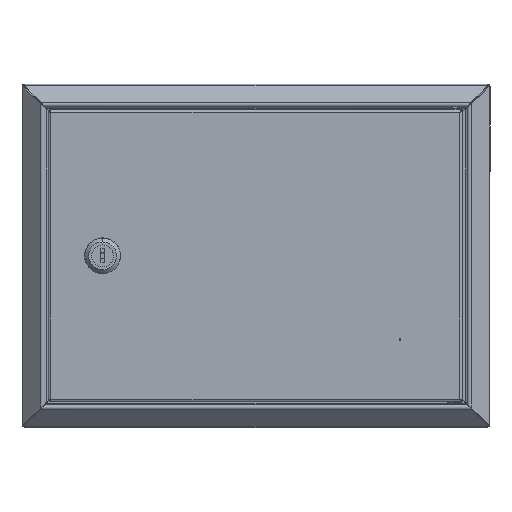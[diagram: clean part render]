
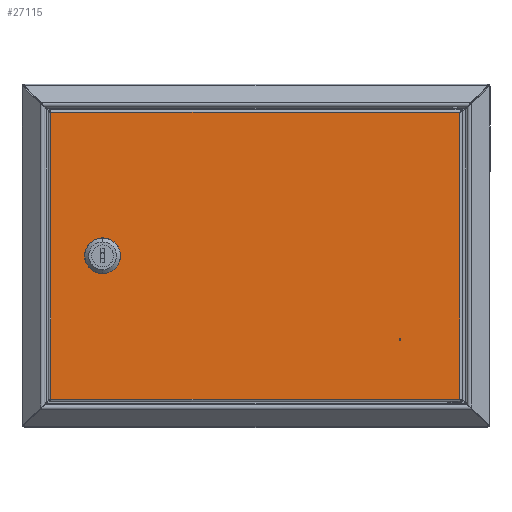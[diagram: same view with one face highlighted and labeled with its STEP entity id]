
A CAD part, top view. The second image highlights one B-rep face of the part: STEP entity #27115.
In plain terms, the highlighted planar face has unit normal (0, 0, 1).
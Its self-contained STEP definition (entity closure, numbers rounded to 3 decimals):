
#454 = AXIS2_PLACEMENT_3D ( 'NONE', #25172, #14983, #13204 ) ;
#722 = CARTESIAN_POINT ( 'NONE',  ( 26.5, 97.279, 0. ) ) ;
#841 = PLANE ( 'NONE',  #454 ) ;
#928 = LINE ( 'NONE', #22236, #14159 ) ;
#1042 = CARTESIAN_POINT ( 'NONE',  ( 43.5, 97.279, 0. ) ) ;
#3184 = EDGE_CURVE ( 'NONE', #26645, #28533, #6363, .T. ) ;
#3188 = DIRECTION ( 'NONE',  ( -1., 0., 0. ) ) ;
#3195 = CARTESIAN_POINT ( 'NONE',  ( 26.5, 97.279, 0. ) ) ;
#4833 = ORIENTED_EDGE ( 'NONE', *, *, #5450, .F. ) ;
#5310 = FACE_BOUND ( 'NONE', #30065, .T. ) ;
#5450 = EDGE_CURVE ( 'NONE', #18811, #23934, #8172, .T. ) ;
#5636 = DIRECTION ( 'NONE',  ( 0., 1., 0. ) ) ;
#6363 = CIRCLE ( 'NONE', #15445, 0.5 ) ;
#6517 = DIRECTION ( 'NONE',  ( 0., 0., -1. ) ) ;
#6680 = CARTESIAN_POINT ( 'NONE',  ( 225.56, 40., 0. ) ) ;
#6728 = VERTEX_POINT ( 'NONE', #10635 ) ;
#6734 = ORIENTED_EDGE ( 'NONE', *, *, #27814, .T. ) ;
#6798 = EDGE_CURVE ( 'NONE', #8551, #6728, #30518, .T. ) ;
#7019 = DIRECTION ( 'NONE',  ( 0., 0., -1. ) ) ;
#8172 = CIRCLE ( 'NONE', #30499, 9.25 ) ;
#8385 = CARTESIAN_POINT ( 'NONE',  ( 35., 93.63, 0. ) ) ;
#8551 = VERTEX_POINT ( 'NONE', #17720 ) ;
#8895 = CARTESIAN_POINT ( 'NONE',  ( 1.7, 186.383, 0. ) ) ;
#9696 = CARTESIAN_POINT ( 'NONE',  ( 225.56, 40., 0. ) ) ;
#10635 = CARTESIAN_POINT ( 'NONE',  ( 1.7, 185.56, 0. ) ) ;
#11089 = DIRECTION ( 'NONE',  ( 0., -1., 0. ) ) ;
#11472 = DIRECTION ( 'NONE',  ( 0., 0., 1. ) ) ;
#11527 = ORIENTED_EDGE ( 'NONE', *, *, #13833, .T. ) ;
#11550 = VERTEX_POINT ( 'NONE', #22454 ) ;
#11647 = VECTOR ( 'NONE', #14819, 1000. ) ;
#11907 = ORIENTED_EDGE ( 'NONE', *, *, #31074, .F. ) ;
#12097 = AXIS2_PLACEMENT_3D ( 'NONE', #9696, #7019, #29136 ) ;
#12898 = FACE_OUTER_BOUND ( 'NONE', #30246, .T. ) ;
#13204 = DIRECTION ( 'NONE',  ( -1., 0., 0. ) ) ;
#13833 = EDGE_CURVE ( 'NONE', #28533, #26645, #23818, .T. ) ;
#13945 = EDGE_CURVE ( 'NONE', #6728, #11550, #27819, .T. ) ;
#14159 = VECTOR ( 'NONE', #17138, 1000. ) ;
#14299 = EDGE_CURVE ( 'NONE', #16628, #17364, #29375, .T. ) ;
#14819 = DIRECTION ( 'NONE',  ( 0., 1., 0. ) ) ;
#14857 = LINE ( 'NONE', #29663, #23102 ) ;
#14983 = DIRECTION ( 'NONE',  ( 0., 0., -1. ) ) ;
#15143 = ORIENTED_EDGE ( 'NONE', *, *, #24503, .T. ) ;
#15279 = FACE_BOUND ( 'NONE', #22892, .T. ) ;
#15445 = AXIS2_PLACEMENT_3D ( 'NONE', #6680, #6517, #21617 ) ;
#15658 = VERTEX_POINT ( 'NONE', #17558 ) ;
#15826 = DIRECTION ( 'NONE',  ( 0., 0., 1. ) ) ;
#15924 = EDGE_CURVE ( 'NONE', #17364, #18811, #26938, .T. ) ;
#16069 = ORIENTED_EDGE ( 'NONE', *, *, #6798, .T. ) ;
#16628 = VERTEX_POINT ( 'NONE', #19496 ) ;
#17138 = DIRECTION ( 'NONE',  ( 1., 0., 0. ) ) ;
#17364 = VERTEX_POINT ( 'NONE', #20998 ) ;
#17372 = CARTESIAN_POINT ( 'NONE',  ( 43.5, 97.279, 0. ) ) ;
#17453 = ORIENTED_EDGE ( 'NONE', *, *, #3184, .T. ) ;
#17558 = CARTESIAN_POINT ( 'NONE',  ( 263.86, 1.7, 0. ) ) ;
#17720 = CARTESIAN_POINT ( 'NONE',  ( 263.86, 185.56, 0. ) ) ;
#18272 = VECTOR ( 'NONE', #3188, 1000. ) ;
#18634 = DIRECTION ( 'NONE',  ( 1., 0., 0. ) ) ;
#18811 = VERTEX_POINT ( 'NONE', #1042 ) ;
#19496 = CARTESIAN_POINT ( 'NONE',  ( 26.5, 89.981, 0. ) ) ;
#19688 = CARTESIAN_POINT ( 'NONE',  ( 225.06, 40., 0. ) ) ;
#20228 = VECTOR ( 'NONE', #11089, 1000. ) ;
#20998 = CARTESIAN_POINT ( 'NONE',  ( 43.5, 89.981, 0. ) ) ;
#21617 = DIRECTION ( 'NONE',  ( -1., 0., 0. ) ) ;
#21762 = AXIS2_PLACEMENT_3D ( 'NONE', #8385, #15826, #30476 ) ;
#22138 = ORIENTED_EDGE ( 'NONE', *, *, #14299, .F. ) ;
#22236 = CARTESIAN_POINT ( 'NONE',  ( 0.877, 1.7, 0. ) ) ;
#22454 = CARTESIAN_POINT ( 'NONE',  ( 1.7, 1.7, 0. ) ) ;
#22892 = EDGE_LOOP ( 'NONE', ( #11907, #4833, #31294, #22138 ) ) ;
#23102 = VECTOR ( 'NONE', #5636, 1000. ) ;
#23186 = CARTESIAN_POINT ( 'NONE',  ( 226.06, 40., 0. ) ) ;
#23818 = CIRCLE ( 'NONE', #12097, 0.5 ) ;
#23934 = VERTEX_POINT ( 'NONE', #3195 ) ;
#24503 = EDGE_CURVE ( 'NONE', #15658, #8551, #14857, .T. ) ;
#24961 = VECTOR ( 'NONE', #29808, 1000. ) ;
#24970 = CARTESIAN_POINT ( 'NONE',  ( 264.683, 185.56, 0. ) ) ;
#25042 = LINE ( 'NONE', #722, #24961 ) ;
#25172 = CARTESIAN_POINT ( 'NONE',  ( 0., 0., 0. ) ) ;
#25812 = CARTESIAN_POINT ( 'NONE',  ( 35., 93.63, 0. ) ) ;
#26645 = VERTEX_POINT ( 'NONE', #23186 ) ;
#26938 = LINE ( 'NONE', #17372, #11647 ) ;
#26974 = ORIENTED_EDGE ( 'NONE', *, *, #13945, .T. ) ;
#27115 = ADVANCED_FACE ( 'NONE', ( #5310, #15279, #12898 ), #841, .F. ) ;
#27814 = EDGE_CURVE ( 'NONE', #11550, #15658, #928, .T. ) ;
#27819 = LINE ( 'NONE', #8895, #20228 ) ;
#28533 = VERTEX_POINT ( 'NONE', #19688 ) ;
#29136 = DIRECTION ( 'NONE',  ( -1., 0., 0. ) ) ;
#29375 = CIRCLE ( 'NONE', #21762, 9.25 ) ;
#29663 = CARTESIAN_POINT ( 'NONE',  ( 263.86, 0.877, 0. ) ) ;
#29808 = DIRECTION ( 'NONE',  ( 0., -1., 0. ) ) ;
#30065 = EDGE_LOOP ( 'NONE', ( #11527, #17453 ) ) ;
#30246 = EDGE_LOOP ( 'NONE', ( #6734, #15143, #16069, #26974 ) ) ;
#30476 = DIRECTION ( 'NONE',  ( 1., 0., 0. ) ) ;
#30499 = AXIS2_PLACEMENT_3D ( 'NONE', #25812, #11472, #18634 ) ;
#30518 = LINE ( 'NONE', #24970, #18272 ) ;
#31074 = EDGE_CURVE ( 'NONE', #23934, #16628, #25042, .T. ) ;
#31294 = ORIENTED_EDGE ( 'NONE', *, *, #15924, .F. ) ;
